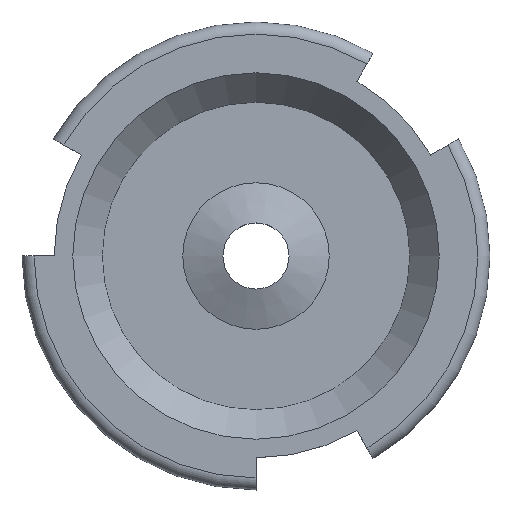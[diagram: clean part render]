
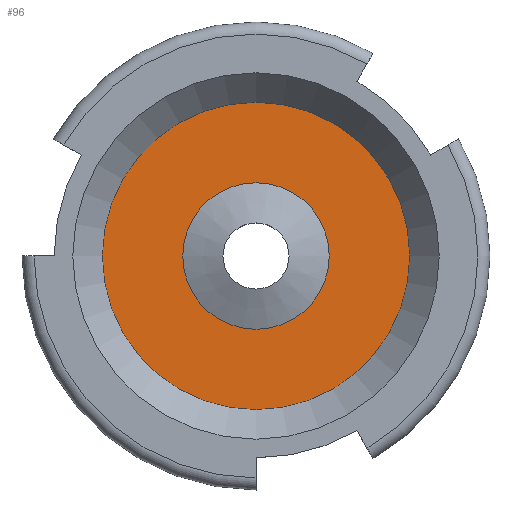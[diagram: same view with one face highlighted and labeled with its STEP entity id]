
A CAD part, top view. The second image highlights one B-rep face of the part: STEP entity #96.
In plain terms, the highlighted planar face has unit normal (0, 0, 1).
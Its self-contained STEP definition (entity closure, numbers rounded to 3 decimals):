
#96 = ADVANCED_FACE( '', ( #147, #148 ), #149, .F. );
#147 = FACE_BOUND( '', #201, .T. );
#148 = FACE_OUTER_BOUND( '', #202, .T. );
#149 = PLANE( '', #203 );
#201 = EDGE_LOOP( '', ( #370 ) );
#202 = EDGE_LOOP( '', ( #371 ) );
#203 = AXIS2_PLACEMENT_3D( '', #372, #373, #374 );
#370 = ORIENTED_EDGE( '', *, *, #430, .F. );
#371 = ORIENTED_EDGE( '', *, *, #431, .T. );
#372 = CARTESIAN_POINT( '', ( 19.1, 0., 4. ) );
#373 = DIRECTION( '', ( 0., 0., -1. ) );
#374 = DIRECTION( '', ( -1., 0., 0. ) );
#430 = EDGE_CURVE( '', #517, #517, #518, .T. );
#431 = EDGE_CURVE( '', #519, #519, #520, .T. );
#517 = VERTEX_POINT( '', #630 );
#518 = CIRCLE( '', #631, 9.1 );
#519 = VERTEX_POINT( '', #632 );
#520 = CIRCLE( '', #633, 19.1 );
#630 = CARTESIAN_POINT( '', ( 9.1, 0., 4. ) );
#631 = AXIS2_PLACEMENT_3D( '', #736, #737, #738 );
#632 = CARTESIAN_POINT( '', ( 19.1, 0., 4. ) );
#633 = AXIS2_PLACEMENT_3D( '', #739, #740, #741 );
#736 = CARTESIAN_POINT( '', ( 0., 0., 4. ) );
#737 = DIRECTION( '', ( 0., 0., 1. ) );
#738 = DIRECTION( '', ( 1., 0., 0. ) );
#739 = CARTESIAN_POINT( '', ( 0., 0., 4. ) );
#740 = DIRECTION( '', ( 0., 0., 1. ) );
#741 = DIRECTION( '', ( 1., 0., 0. ) );
